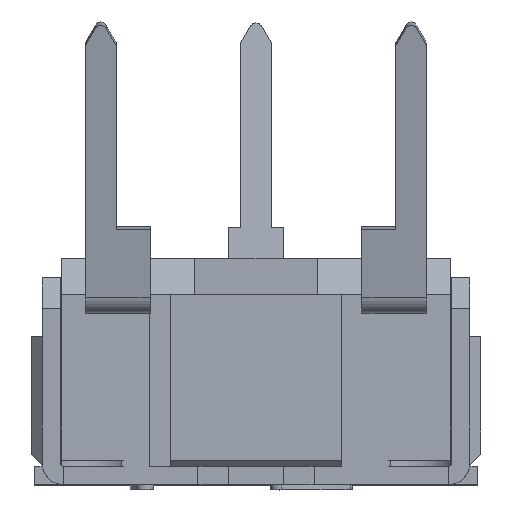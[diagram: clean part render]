
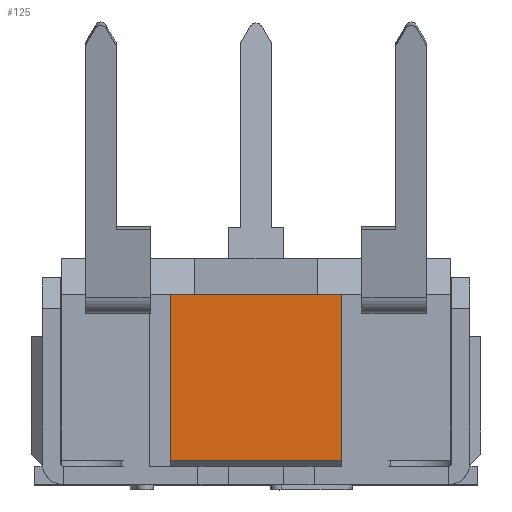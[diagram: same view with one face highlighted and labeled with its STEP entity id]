
A CAD part, top view. The second image highlights one B-rep face of the part: STEP entity #125.
In plain terms, the highlighted planar face has unit normal (0, 0, 1).
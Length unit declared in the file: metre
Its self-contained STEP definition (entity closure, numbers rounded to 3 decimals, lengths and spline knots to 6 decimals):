
#125 = ADVANCED_FACE( '', ( #509 ), #510, .F. );
#509 = FACE_OUTER_BOUND( '', #1146, .T. );
#510 = PLANE( '', #1147 );
#1146 = EDGE_LOOP( '', ( #2302, #2303, #2304, #2305 ) );
#1147 = AXIS2_PLACEMENT_3D( '', #2306, #2307, #2308 );
#2302 = ORIENTED_EDGE( '', *, *, #4290, .F. );
#2303 = ORIENTED_EDGE( '', *, *, #4493, .T. );
#2304 = ORIENTED_EDGE( '', *, *, #4494, .T. );
#2305 = ORIENTED_EDGE( '', *, *, #4495, .F. );
#2306 = CARTESIAN_POINT( '', ( 0.00765, 0.0003, 0.01408 ) );
#2307 = DIRECTION( '', ( 0., 0., -1. ) );
#2308 = DIRECTION( '', ( 0., -1., 0. ) );
#4290 = EDGE_CURVE( '', #5259, #5261, #5262, .T. );
#4493 = EDGE_CURVE( '', #5259, #5630, #5631, .T. );
#4494 = EDGE_CURVE( '', #5630, #5632, #5633, .T. );
#4495 = EDGE_CURVE( '', #5261, #5632, #5634, .T. );
#5259 = VERTEX_POINT( '', #6755 );
#5261 = VERTEX_POINT( '', #6758 );
#5262 = LINE( '', #6759, #6760 );
#5630 = VERTEX_POINT( '', #7365 );
#5631 = LINE( '', #7366, #7367 );
#5632 = VERTEX_POINT( '', #7368 );
#5633 = LINE( '', #7369, #7370 );
#5634 = LINE( '', #7371, #7372 );
#6755 = CARTESIAN_POINT( '', ( 0.00765, 0.0003, 0.01408 ) );
#6758 = CARTESIAN_POINT( '', ( 0.00765, -0.002405, 0.01408 ) );
#6759 = CARTESIAN_POINT( '', ( 0.00765, 0.0003, 0.01408 ) );
#6760 = VECTOR( '', #8531, 1. );
#7365 = CARTESIAN_POINT( '', ( 0.00485, 0.0003, 0.01408 ) );
#7366 = CARTESIAN_POINT( '', ( 0.00765, 0.0003, 0.01408 ) );
#7367 = VECTOR( '', #8761, 1. );
#7368 = CARTESIAN_POINT( '', ( 0.00485, -0.002405, 0.01408 ) );
#7369 = CARTESIAN_POINT( '', ( 0.00485, 0.0003, 0.01408 ) );
#7370 = VECTOR( '', #8762, 1. );
#7371 = CARTESIAN_POINT( '', ( 0.00765, -0.002405, 0.01408 ) );
#7372 = VECTOR( '', #8763, 1. );
#8531 = DIRECTION( '', ( 0., -1., 0. ) );
#8761 = DIRECTION( '', ( -1., 0., 0. ) );
#8762 = DIRECTION( '', ( 0., -1., 0. ) );
#8763 = DIRECTION( '', ( -1., 0., 0. ) );
